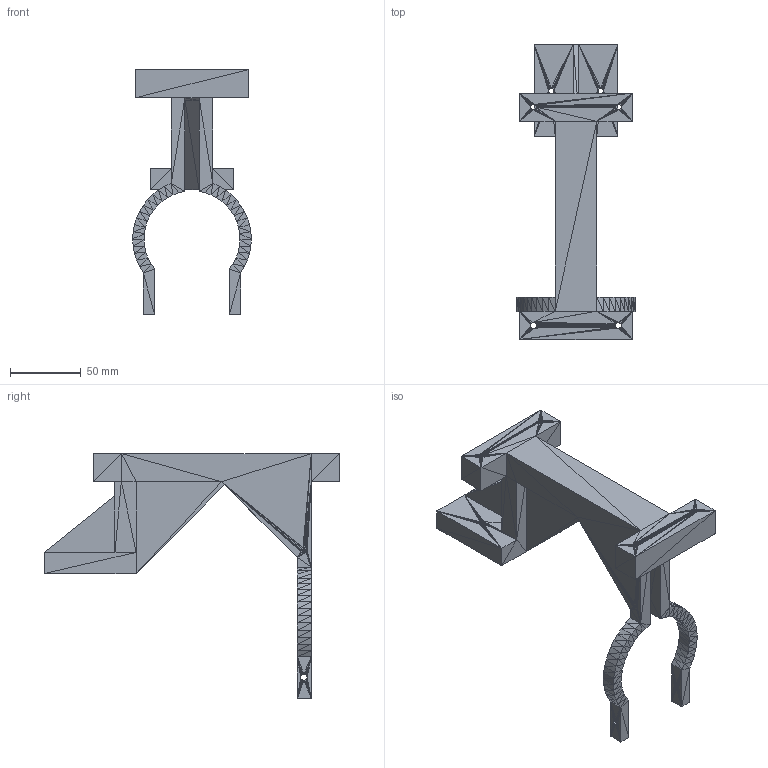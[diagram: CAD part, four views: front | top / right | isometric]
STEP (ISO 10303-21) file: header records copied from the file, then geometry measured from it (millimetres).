
FILE_DESCRIPTION(/* description */ ('','CAx-IF Rec.Pracs.---Representation and Presentation of Product Manufacturing Information (PMI)---4.0---2014-10-13'),/* implementation_level */ '2;1');
FILE_NAME(/* name */ 'Untitled.step',/* time_stamp */ '2025-07-07T19:03:47-07:00',/* author */ (''),/* organization */ (''),/* preprocessor_version */ 'ST-DEVELOPER v20',/* originating_system */ 'Autodesk Translation Framework v13.20.0.188',/* authorisation */ '');
FILE_SCHEMA (('AP242_MANAGED_MODEL_BASED_3D_ENGINEERING_MIM_LF { 1 0 10303 442 1 1 4 }'));
Length unit declared in the file: millimetre
Products named in the file (1): (Unsaved)
Bounding box: 83.98 x 209.11 x 173.52 mm (x, y, z)
Volume: 304002.7 mm3; surface area: 66318.2 mm2
Topology: 1 solids, 1 shells, 1242 faces, 1863 edges, 607 vertices
Faces by surface type: plane 1242
Entity records: 24232 total; most frequent: DIRECTION 4349, ORIENTED_EDGE 3726, CARTESIAN_POINT 3713, LINE 1863, VECTOR 1863, EDGE_CURVE 1863, AXIS2_PLACEMENT_3D 1243, FACE_OUTER_BOUND 1242
